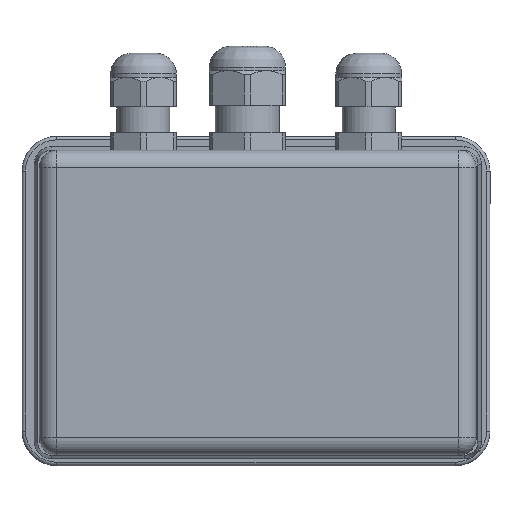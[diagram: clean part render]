
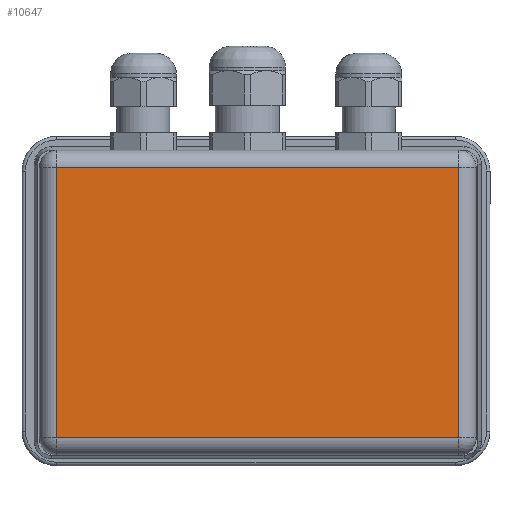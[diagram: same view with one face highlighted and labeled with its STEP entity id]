
A CAD part, front view. The second image highlights one B-rep face of the part: STEP entity #10647.
In plain terms, the highlighted planar face has unit normal (0, -1, 0).
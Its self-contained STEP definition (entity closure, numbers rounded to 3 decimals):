
#740=PLANE('',#11325);
#1057=LINE('',#14777,#1965);
#1060=LINE('',#14786,#1968);
#1061=LINE('',#14792,#1969);
#1063=LINE('',#14795,#1971);
#1965=VECTOR('',#12246,116.);
#1968=VECTOR('',#12259,78.);
#1969=VECTOR('',#12268,116.);
#1971=VECTOR('',#12272,78.);
#3040=FACE_OUTER_BOUND('',#3679,.T.);
#3679=EDGE_LOOP('',(#7516,#7517,#7518,#7519));
#4784=VERTEX_POINT('',#14765);
#4785=VERTEX_POINT('',#14769);
#4788=VERTEX_POINT('',#14782);
#4789=VERTEX_POINT('',#14788);
#5864=EDGE_CURVE('',#4785,#4784,#1057,.T.);
#5869=EDGE_CURVE('',#4784,#4788,#1060,.T.);
#5872=EDGE_CURVE('',#4788,#4789,#1061,.T.);
#5874=EDGE_CURVE('',#4789,#4785,#1063,.T.);
#7516=ORIENTED_EDGE('',*,*,#5864,.F.);
#7517=ORIENTED_EDGE('',*,*,#5874,.F.);
#7518=ORIENTED_EDGE('',*,*,#5872,.F.);
#7519=ORIENTED_EDGE('',*,*,#5869,.F.);
#10647=ADVANCED_FACE('',(#3040),#740,.T.);
#11325=AXIS2_PLACEMENT_3D('',#14800,#12280,#12281);
#12246=DIRECTION('',(-1.,0.,0.));
#12259=DIRECTION('',(0.,0.,1.));
#12268=DIRECTION('',(1.,0.,0.));
#12272=DIRECTION('',(0.,0.,-1.));
#12280=DIRECTION('center_axis',(0.,-1.,0.));
#12281=DIRECTION('ref_axis',(0.,0.,-1.));
#14765=CARTESIAN_POINT('',(-121.,0.,5.));
#14769=CARTESIAN_POINT('',(-5.,0.,5.));
#14777=CARTESIAN_POINT('',(-31.5,0.,5.));
#14782=CARTESIAN_POINT('',(-121.,0.,83.));
#14786=CARTESIAN_POINT('',(-121.,0.,22.));
#14788=CARTESIAN_POINT('',(-5.,0.,83.));
#14792=CARTESIAN_POINT('',(-94.5,0.,83.));
#14795=CARTESIAN_POINT('',(-5.,0.,66.));
#14800=CARTESIAN_POINT('Origin',(-63.,0.,44.));
